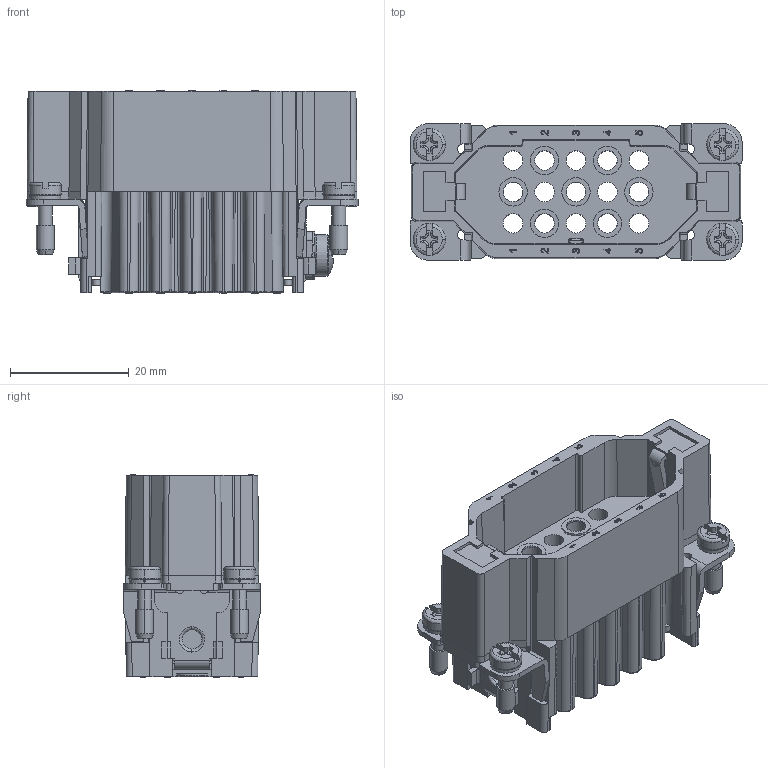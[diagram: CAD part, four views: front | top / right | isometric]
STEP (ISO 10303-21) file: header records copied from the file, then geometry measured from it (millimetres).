
FILE_DESCRIPTION (( 'STEP AP214' ), '1' );
FILE_NAME ('ZP-MC10A-1-MC015.STEP', '2019-11-18T15:36:59', ( '' ), ( '' ), 'SwSTEP 2.0', 'SolidWorks 2019', '' );
FILE_SCHEMA (( 'AUTOMOTIVE_DESIGN' ));
Length unit declared in the file: inch
Products named in the file (1): ZP-MC10A-1-MC015
Bounding box: 56 x 23 x 34.15 mm (x, y, z)
Volume: 17834.5 mm3; surface area: 15510.5 mm2
Topology: 1 solids, 1 shells, 1374 faces, 3667 edges, 2341 vertices
Faces by surface type: plane 747, cylinder 327, bspline 185, cone 111, torus 4
Entity records: 49504 total; most frequent: CARTESIAN_POINT 16566, ORIENTED_EDGE 7334, DIRECTION 6106, EDGE_CURVE 3667, VERTEX_POINT 2341, LINE 2306, VECTOR 2306, AXIS2_PLACEMENT_3D 1900
